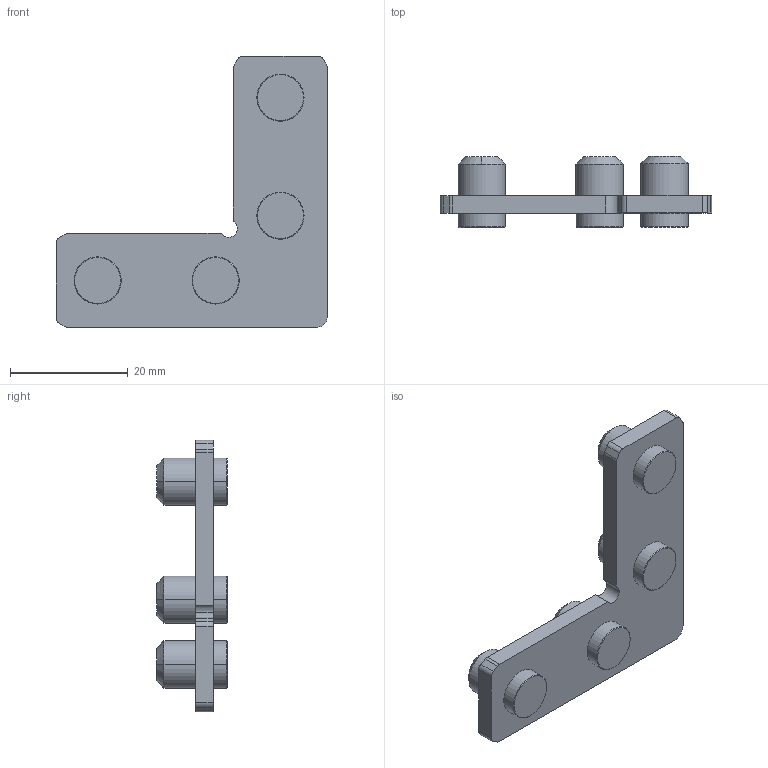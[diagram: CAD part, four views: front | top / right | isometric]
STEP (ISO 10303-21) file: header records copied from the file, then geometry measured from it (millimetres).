
FILE_DESCRIPTION (( 'STEP AP203' ), '1' );
FILE_NAME ('3_842_538_489_Bosch.step', '2024-06-10T06:19:31', ( '' ), ( '' ), 'SwSTEP 2.0', 'SolidWorks 2014', '' );
FILE_SCHEMA (( 'CONFIG_CONTROL_DESIGN' ));
Length unit declared in the file: millimetre
Products named in the file (1): 3_842_538_489_Bosch
Bounding box: 46 x 12 x 46 mm (x, y, z)
Volume: 5365.9 mm3; surface area: 3778.1 mm2
Topology: 1 solids, 1 shells, 65 faces, 151 edges, 96 vertices
Faces by surface type: cylinder 27, plane 20, cone 18
Entity records: 1946 total; most frequent: DIRECTION 359, CARTESIAN_POINT 313, ORIENTED_EDGE 302, EDGE_CURVE 151, AXIS2_PLACEMENT_3D 142, VERTEX_POINT 96, CIRCLE 76, VECTOR 75
